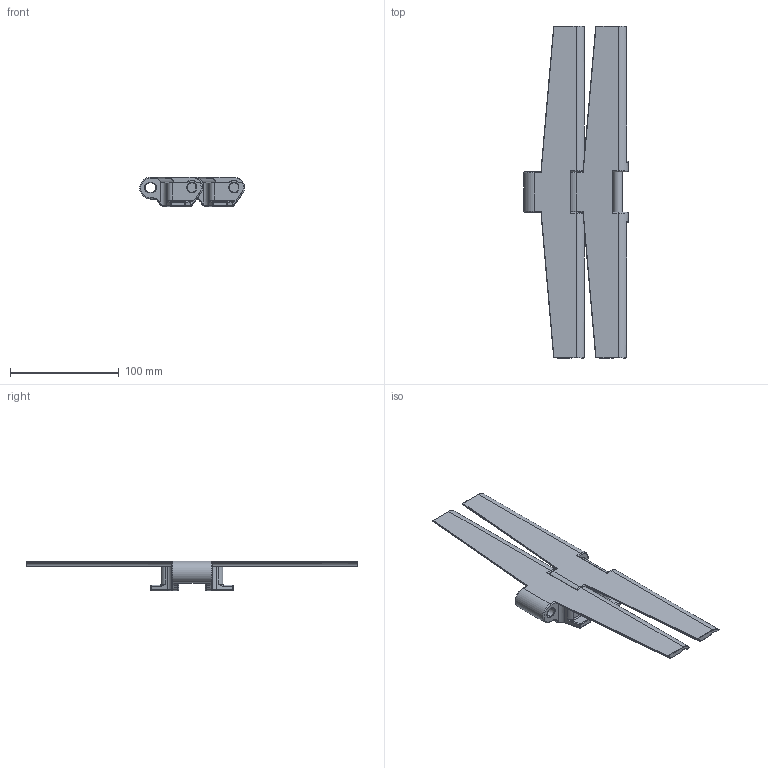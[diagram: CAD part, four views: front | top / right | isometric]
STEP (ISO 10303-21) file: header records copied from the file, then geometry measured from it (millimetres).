
FILE_DESCRIPTION(/* description */ ('Gliederkette GKF 314 KU 610 - braun'),/* implementation_level */ '2;1');
FILE_NAME(/* name */ 'ZEI_CAD_291703-0-REV00_#SALL_#AIN_#V1.step',/* time_stamp */ '2022-09-15T22:07:30+02:00',/* author */ ('MiniTec'),/* organization */ ('MiniTec GmbH & Co.KG'),/* preprocessor_version */ 'ST-DEVELOPER v18.1',/* originating_system */ 'Autodesk Inventor 2021',/* authorisation */ '');
FILE_SCHEMA (('CONFIG_CONTROL_DESIGN'));
Length unit declared in the file: millimetre
Products named in the file (1): leer
Bounding box: 96.18 x 304.8 x 27 mm (x, y, z)
Volume: 136350.3 mm3; surface area: 61355.4 mm2
Topology: 1 solids, 1 shells, 907 faces, 2280 edges, 1400 vertices
Faces by surface type: plane 362, cylinder 225, bspline 180, torus 108, sphere 32
Entity records: 31983 total; most frequent: CARTESIAN_POINT 10110, ORIENTED_EDGE 4536, DIRECTION 4122, EDGE_CURVE 2268, AXIS2_PLACEMENT_3D 1442, VERTEX_POINT 1400, LINE 1238, VECTOR 1238
